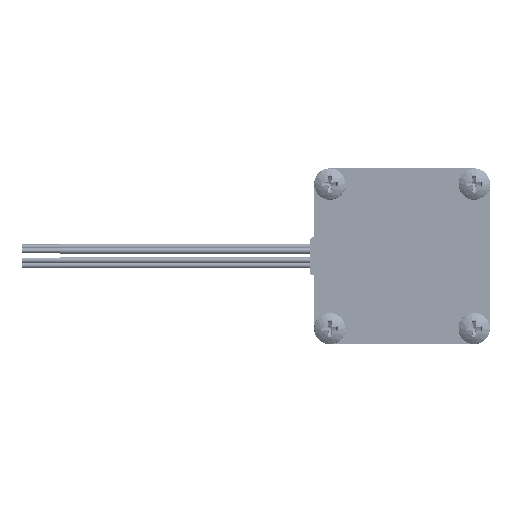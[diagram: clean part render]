
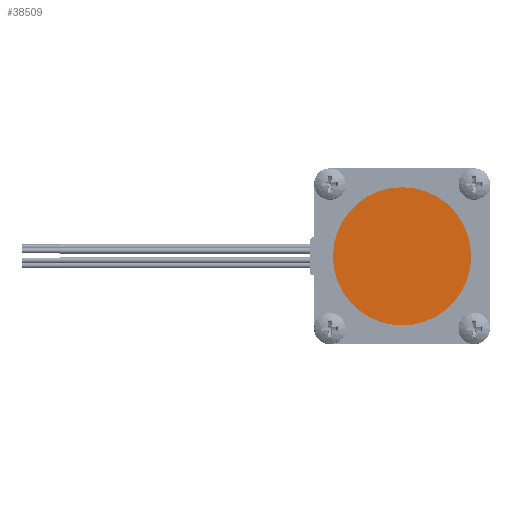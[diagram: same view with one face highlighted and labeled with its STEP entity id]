
A CAD part, left-side view. The second image highlights one B-rep face of the part: STEP entity #38509.
In plain terms, the highlighted face is planar.
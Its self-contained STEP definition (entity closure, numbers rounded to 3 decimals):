
#3734=FACE_OUTER_BOUND('',#6007,.T.);
#6007=EDGE_LOOP('',(#35213));
#14998=CIRCLE('',#42494,11.);
#18714=VERTEX_POINT('',#68739);
#24226=EDGE_CURVE('',#18714,#18714,#14998,.T.);
#35213=ORIENTED_EDGE('',*,*,#24226,.T.);
#36482=PLANE('',#42495);
#38509=ADVANCED_FACE('',(#3734),#36482,.F.);
#42494=AXIS2_PLACEMENT_3D('',#68740,#53900,#53901);
#42495=AXIS2_PLACEMENT_3D('',#68741,#53902,#53903);
#53900=DIRECTION('center_axis',(0.,0.,-1.));
#53901=DIRECTION('ref_axis',(-1.,0.,0.));
#53902=DIRECTION('center_axis',(0.,0.,1.));
#53903=DIRECTION('ref_axis',(1.,0.,0.));
#68739=CARTESIAN_POINT('',(11.,0.,0.));
#68740=CARTESIAN_POINT('Origin',(0.,0.,0.));
#68741=CARTESIAN_POINT('Origin',(0.,0.,
0.));
